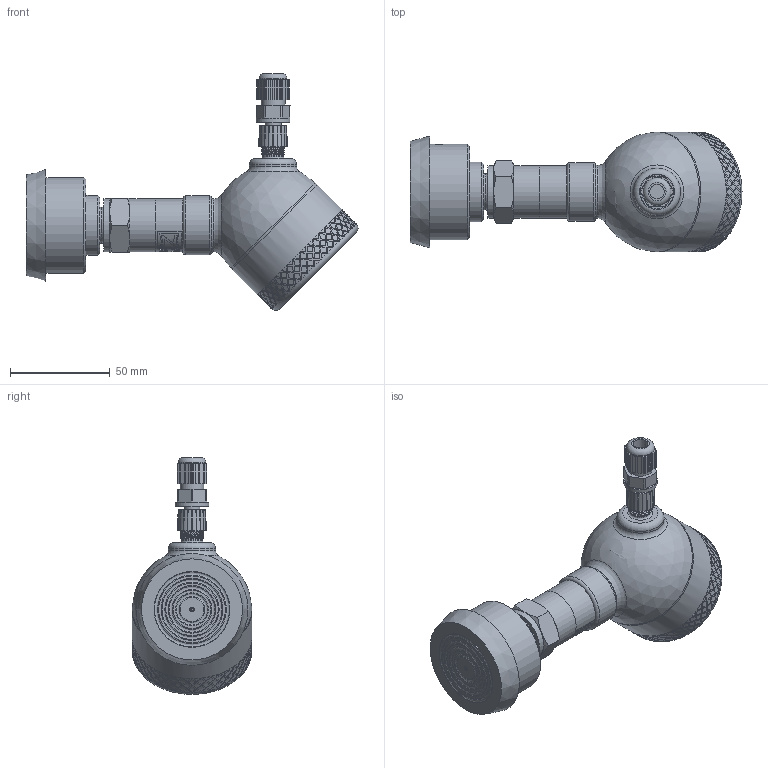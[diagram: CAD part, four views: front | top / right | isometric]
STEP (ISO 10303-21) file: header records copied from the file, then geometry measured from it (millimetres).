
FILE_DESCRIPTION(/* description */ (''),/* implementation_level */ '2;1');
FILE_NAME(/* name */ 'APZ3420sFH_TapperDN40_6.step',/* time_stamp */ '2021-07-08T16:40:43+03:00',/* author */ (''),/* organization */ (''),/* preprocessor_version */ 'ST-DEVELOPER v18.1',/* originating_system */ 'Autodesk Translation Framework v10.9.0.1377',/* authorisation */ '');
FILE_SCHEMA (('AUTOMOTIVE_DESIGN { 1 0 10303 214 3 1 1 }'));
Length unit declared in the file: millimetre
Products named in the file (9): АПЗ 3420s заполненный 
+ полевой корпус; G1\2EN; Tapper socket DN40 diaphragm 38 v5; Заполненный полевой 
корпус v13; Cover for display; Display; Main body; M12x1 adapter; M12x1 female straight v9
Assembly tree (8 placements, depth 3):
  АПЗ 3420s заполненный 
+ полевой корпус
    G1\2EN
    Tapper socket DN40 diaphragm 38 v5
    Заполненный полевой 
корпус v13
      Cover for display
      Display
      Main body
      M12x1 adapter
      M12x1 female straight v9
Bounding box: 166.38 x 60.1 x 118.64 mm (x, y, z)
Volume: 283256.8 mm3; surface area: 61680.3 mm2
Topology: 17 solids, 17 shells, 1817 faces, 4541 edges, 2981 vertices
Faces by surface type: bspline 991, plane 398, cylinder 347, cone 51, torus 29, sphere 1
Full cylindrical faces by diameter (mm): 1 x4, 2 x1, 3 x1, 3.3 x1, 5 x5, 6 x3, 7 x1, 7.3 x1, 8 x3, 9.3 x1, 10.293 x1, 10.5 x2, 10.741 x7, 11.884 x6, 12 x1, 14 x1, 16.7 x1, 17 x1, 17.5 x1, 18 x1, 18.631 x7, 19.7 x1, 20.955 x7, 21.6 x1, 21.767 x1, 22 x1, 22.4 x2, 23.6 x1, 24.5 x2, 26.5 x2
Entity records: 78959 total; most frequent: CARTESIAN_POINT 43107, ORIENTED_EDGE 9074, EDGE_CURVE 4537, DIRECTION 4076, VERTEX_POINT 2980, B_SPLINE_CURVE_WITH_KNOTS 2739, EDGE_LOOP 2079, FACE_OUTER_BOUND 1817
